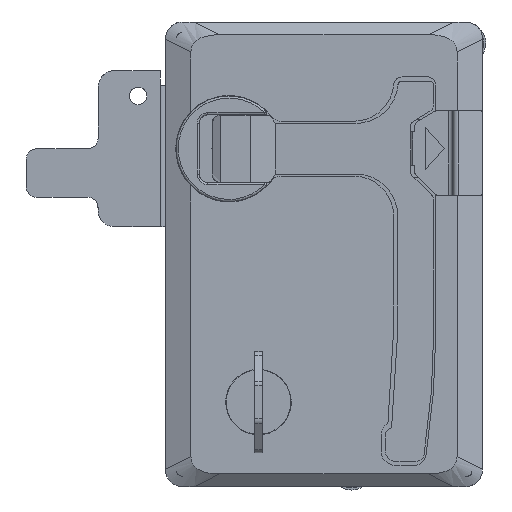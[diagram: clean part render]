
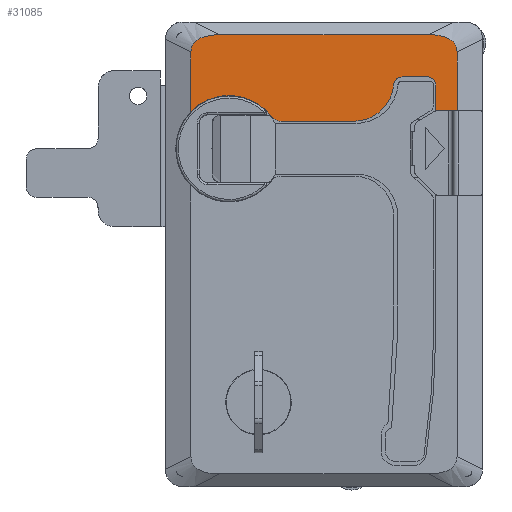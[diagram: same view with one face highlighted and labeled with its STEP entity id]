
A CAD part, front view. The second image highlights one B-rep face of the part: STEP entity #31085.
In plain terms, the highlighted free-form (B-spline) face has degree [1, 1] with [2, 2] control points.
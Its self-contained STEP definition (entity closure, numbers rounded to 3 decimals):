
#24954=CARTESIAN_POINT('',(53.999,-26.8,9.1));
#24955=VERTEX_POINT('',#24954);
#24961=CARTESIAN_POINT('',(48.999,-26.8,9.1));
#24962=VERTEX_POINT('',#24961);
#24963=CARTESIAN_POINT('',(48.999,-26.8,9.1));
#24964=CARTESIAN_POINT('',(53.999,-26.8,9.1));
#24965=QUASI_UNIFORM_CURVE('',1,(#24963,#24964),.UNSPECIFIED.,.F.,.U.);
#24966=EDGE_CURVE('',#24962,#24955,#24965,.T.);
#26787=CARTESIAN_POINT('',(48.999,-26.8,15.0));
#26788=VERTEX_POINT('',#26787);
#26789=CARTESIAN_POINT('',(46.999,-26.8,17.0));
#26790=VERTEX_POINT('',#26789);
#26791=CARTESIAN_POINT('',(48.999,-26.8,15.0));
#26792=CARTESIAN_POINT('',(49.,-26.8,15.196));
#26793=CARTESIAN_POINT('',(48.936,-26.8,15.622));
#26794=CARTESIAN_POINT('',(48.653,-26.8,16.185));
#26795=CARTESIAN_POINT('',(48.255,-26.8,16.583));
#26796=CARTESIAN_POINT('',(47.719,-26.8,16.904));
#26797=CARTESIAN_POINT('',(47.294,-26.8,17.));
#26798=CARTESIAN_POINT('',(46.999,-26.8,17.0));
#26799=B_SPLINE_CURVE_WITH_KNOTS('',3,(#26791,#26792,#26793,#26794,#26795,#26796,#26797,#26798),.UNSPECIFIED.,.F.,.U.,(4,1,1,1,1,4),(0.,0.589,1.276,1.865,2.258,3.142),.UNSPECIFIED.);
#26800=EDGE_CURVE('',#26788,#26790,#26799,.T.);
#26821=CARTESIAN_POINT('',(40.999,-26.8,17.0));
#26822=VERTEX_POINT('',#26821);
#26823=CARTESIAN_POINT('',(40.999,-26.8,17.0));
#26824=CARTESIAN_POINT('',(46.999,-26.8,17.0));
#26825=QUASI_UNIFORM_CURVE('',1,(#26823,#26824),.UNSPECIFIED.,.F.,.U.);
#26826=EDGE_CURVE('',#26822,#26790,#26825,.T.);
#26852=CARTESIAN_POINT('',(39.007,-26.8,15.174));
#26853=VERTEX_POINT('',#26852);
#26854=CARTESIAN_POINT('',(40.999,-26.8,17.0));
#26855=CARTESIAN_POINT('',(40.752,-26.8,17.));
#26856=CARTESIAN_POINT('',(40.366,-26.8,16.927));
#26857=CARTESIAN_POINT('',(39.882,-26.8,16.678));
#26858=CARTESIAN_POINT('',(39.5,-26.8,16.359));
#26859=CARTESIAN_POINT('',(39.152,-26.8,15.859));
#26860=CARTESIAN_POINT('',(39.029,-26.8,15.42));
#26861=CARTESIAN_POINT('',(39.007,-26.8,15.174));
#26862=B_SPLINE_CURVE_WITH_KNOTS('',3,(#26854,#26855,#26856,#26857,#26858,#26859,#26860,#26861),.UNSPECIFIED.,.F.,.U.,(4,1,1,1,1,4),(0.,0.742,1.159,1.623,2.225,2.967),.UNSPECIFIED.);
#26863=EDGE_CURVE('',#26822,#26853,#26862,.T.);
#26891=CARTESIAN_POINT('',(29.543,-26.8,6.5));
#26892=VERTEX_POINT('',#26891);
#26893=CARTESIAN_POINT('',(29.543,-26.8,6.5));
#26894=CARTESIAN_POINT('',(30.021,-26.8,6.5));
#26895=CARTESIAN_POINT('',(31.048,-26.8,6.578));
#26896=CARTESIAN_POINT('',(32.409,-26.8,6.907));
#26897=CARTESIAN_POINT('',(33.705,-26.8,7.429));
#26898=CARTESIAN_POINT('',(34.954,-26.8,8.137));
#26899=CARTESIAN_POINT('',(36.297,-26.8,9.232));
#26900=CARTESIAN_POINT('',(37.354,-26.8,10.513));
#26901=CARTESIAN_POINT('',(38.161,-26.8,11.916));
#26902=CARTESIAN_POINT('',(38.735,-26.8,13.392));
#26903=CARTESIAN_POINT('',(38.953,-26.8,14.552));
#26904=CARTESIAN_POINT('',(39.007,-26.8,15.174));
#26905=B_SPLINE_CURVE_WITH_KNOTS('',3,(#26893,#26894,#26895,#26896,#26897,#26898,#26899,#26900,#26901,#26902,#26903,#26904),.UNSPECIFIED.,.F.,.U.,(4,1,1,1,1,1,1,1,1,4),(0.,1.432,3.083,4.185,5.616,7.378,9.36,10.571,12.223,14.095),.UNSPECIFIED.);
#26906=EDGE_CURVE('',#26892,#26853,#26905,.T.);
#26921=CARTESIAN_POINT('',(12.373,-26.8,6.5));
#26922=VERTEX_POINT('',#26921);
#26923=CARTESIAN_POINT('',(12.373,-26.8,6.5));
#26924=CARTESIAN_POINT('',(29.543,-26.8,6.5));
#26925=QUASI_UNIFORM_CURVE('',1,(#26923,#26924),.UNSPECIFIED.,.F.,.U.);
#26926=EDGE_CURVE('',#26922,#26892,#26925,.T.);
#26952=CARTESIAN_POINT('',(9.994,-26.8,7.673));
#26953=VERTEX_POINT('',#26952);
#26954=CARTESIAN_POINT('',(9.994,-26.8,7.673));
#26955=CARTESIAN_POINT('',(10.142,-26.8,7.48));
#26956=CARTESIAN_POINT('',(10.445,-26.8,7.171));
#26957=CARTESIAN_POINT('',(11.01,-26.8,6.801));
#26958=CARTESIAN_POINT('',(11.643,-26.8,6.559));
#26959=CARTESIAN_POINT('',(12.13,-26.8,6.5));
#26960=CARTESIAN_POINT('',(12.373,-26.8,6.5));
#26961=B_SPLINE_CURVE_WITH_KNOTS('',3,(#26954,#26955,#26956,#26957,#26958,#26959,#26960),.UNSPECIFIED.,.F.,.U.,(4,1,1,1,4),(0.,0.73,1.288,2.018,2.748),.UNSPECIFIED.);
#26962=EDGE_CURVE('',#26953,#26922,#26961,.T.);
#27018=CARTESIAN_POINT('',(-9.001,-26.8,8.818));
#27019=VERTEX_POINT('',#27018);
#27020=CARTESIAN_POINT('',(9.994,-26.8,7.673));
#27021=CARTESIAN_POINT('',(9.652,-26.8,8.119));
#27022=CARTESIAN_POINT('',(8.778,-26.8,9.112));
#27023=CARTESIAN_POINT('',(6.998,-26.8,10.587));
#27024=CARTESIAN_POINT('',(4.971,-26.8,11.654));
#27025=CARTESIAN_POINT('',(2.636,-26.8,12.388));
#27026=CARTESIAN_POINT('',(0.535,-26.8,12.663));
#27027=CARTESIAN_POINT('',(-1.968,-26.8,12.521));
#27028=CARTESIAN_POINT('',(-3.942,-26.8,12.029));
#27029=CARTESIAN_POINT('',(-5.697,-26.8,11.271));
#27030=CARTESIAN_POINT('',(-7.304,-26.8,10.34));
#27031=CARTESIAN_POINT('',(-8.391,-26.8,9.439));
#27032=CARTESIAN_POINT('',(-9.001,-26.8,8.818));
#27033=B_SPLINE_CURVE_WITH_KNOTS('',3,(#27020,#27021,#27022,#27023,#27024,#27025,#27026,#27027,#27028,#27029,#27030,#27031,#27032),.UNSPECIFIED.,.F.,.U.,(4,1,1,1,1,1,1,1,1,1,4),(0.,1.685,3.96,6.908,8.509,11.289,13.227,16.007,17.355,18.955,21.567),.UNSPECIFIED.);
#27034=EDGE_CURVE('',#26953,#27019,#27033,.T.);
#29997=CARTESIAN_POINT('',(53.999,-26.8,22.911));
#29998=VERTEX_POINT('',#29997);
#29999=CARTESIAN_POINT('',(47.193,-26.8,27.0));
#30000=VERTEX_POINT('',#29999);
#30001=CARTESIAN_POINT('',(53.999,-26.8,22.911));
#30002=CARTESIAN_POINT('',(53.999,-26.8,27.));
#30003=CARTESIAN_POINT('',(47.193,-26.8,27.0));
#30011=(BOUNDED_CURVE()B_SPLINE_CURVE(2,(#30001,#30002,#30003),.UNSPECIFIED.,.F.,.U.)CURVE()GEOMETRIC_REPRESENTATION_ITEM()QUASI_UNIFORM_CURVE()RATIONAL_B_SPLINE_CURVE((1.0,0.924,1.0))REPRESENTATION_ITEM(''));
#30012=EDGE_CURVE('',#29998,#30000,#30011,.T.);
#30098=CARTESIAN_POINT('',(-2.194,-26.8,27.0));
#30099=VERTEX_POINT('',#30098);
#30100=CARTESIAN_POINT('',(-9.001,-26.8,22.911));
#30101=VERTEX_POINT('',#30100);
#30102=CARTESIAN_POINT('',(-2.194,-26.8,27.0));
#30103=CARTESIAN_POINT('',(-9.001,-26.8,27.));
#30104=CARTESIAN_POINT('',(-9.001,-26.8,22.911));
#30112=(BOUNDED_CURVE()B_SPLINE_CURVE(2,(#30102,#30103,#30104),.UNSPECIFIED.,.F.,.U.)CURVE()GEOMETRIC_REPRESENTATION_ITEM()QUASI_UNIFORM_CURVE()RATIONAL_B_SPLINE_CURVE((1.0,0.924,1.0))REPRESENTATION_ITEM(''));
#30113=EDGE_CURVE('',#30099,#30101,#30112,.T.);
#30317=CARTESIAN_POINT('',(47.193,-26.8,27.0));
#30318=CARTESIAN_POINT('',(-2.194,-26.8,27.0));
#30319=QUASI_UNIFORM_CURVE('',1,(#30317,#30318),.UNSPECIFIED.,.F.,.U.);
#30320=EDGE_CURVE('',#30000,#30099,#30319,.T.);
#30343=CARTESIAN_POINT('',(-9.001,-26.8,22.911));
#30344=CARTESIAN_POINT('',(-9.001,-26.8,8.818));
#30345=QUASI_UNIFORM_CURVE('',1,(#30343,#30344),.UNSPECIFIED.,.F.,.U.);
#30346=EDGE_CURVE('',#30101,#27019,#30345,.T.);
#31013=CARTESIAN_POINT('',(53.999,-26.8,9.1));
#31014=CARTESIAN_POINT('',(53.999,-26.8,22.911));
#31015=QUASI_UNIFORM_CURVE('',1,(#31013,#31014),.UNSPECIFIED.,.F.,.U.);
#31016=EDGE_CURVE('',#24955,#29998,#31015,.T.);
#31060=CARTESIAN_POINT('',(-12.147,-26.8,5.476));
#31061=CARTESIAN_POINT('',(57.146,-26.8,5.476));
#31062=CARTESIAN_POINT('',(-12.147,-26.8,28.024));
#31063=CARTESIAN_POINT('',(57.146,-26.8,28.024));
#31064=B_SPLINE_SURFACE_WITH_KNOTS('',1,1,((#31060,#31062),(#31061,#31063)),.UNSPECIFIED.,.F.,.F.,.U.,(2,2),(2,2),(0.0,69.294),(0.0,22.548),.UNSPECIFIED.);
#31065=CARTESIAN_POINT('',(48.999,-26.8,15.0));
#31066=CARTESIAN_POINT('',(48.999,-26.8,9.1));
#31067=QUASI_UNIFORM_CURVE('',1,(#31065,#31066),.UNSPECIFIED.,.F.,.U.);
#31068=EDGE_CURVE('',#26788,#24962,#31067,.T.);
#31069=ORIENTED_EDGE('',*,*,#31068,.T.);
#31070=ORIENTED_EDGE('',*,*,#24966,.T.);
#31071=ORIENTED_EDGE('',*,*,#31016,.T.);
#31072=ORIENTED_EDGE('',*,*,#30012,.T.);
#31073=ORIENTED_EDGE('',*,*,#30320,.T.);
#31074=ORIENTED_EDGE('',*,*,#30113,.T.);
#31075=ORIENTED_EDGE('',*,*,#30346,.T.);
#31076=ORIENTED_EDGE('',*,*,#27034,.F.);
#31077=ORIENTED_EDGE('',*,*,#26962,.T.);
#31078=ORIENTED_EDGE('',*,*,#26926,.T.);
#31079=ORIENTED_EDGE('',*,*,#26906,.T.);
#31080=ORIENTED_EDGE('',*,*,#26863,.F.);
#31081=ORIENTED_EDGE('',*,*,#26826,.T.);
#31082=ORIENTED_EDGE('',*,*,#26800,.F.);
#31083=EDGE_LOOP('',(#31069,#31070,#31071,#31072,#31073,#31074,#31075,#31076,#31077,#31078,#31079,#31080,#31081,#31082));
#31084=FACE_OUTER_BOUND('',#31083,.T.);
#31085=ADVANCED_FACE('',(#31084),#31064,.T.);
